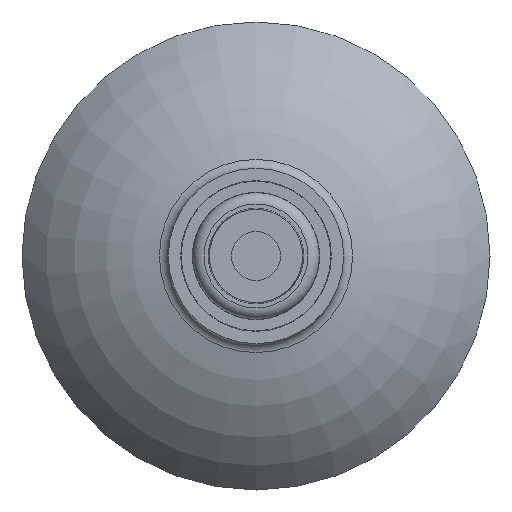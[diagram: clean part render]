
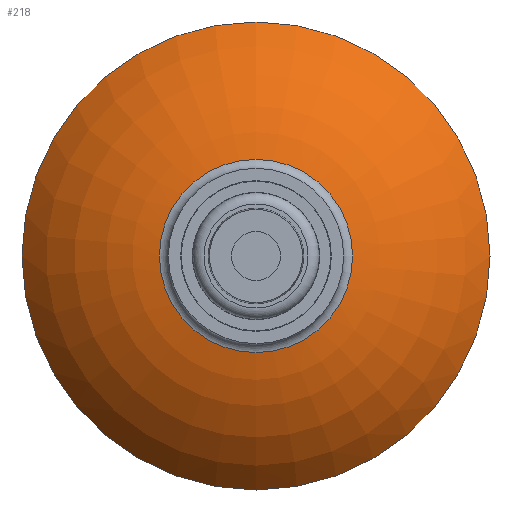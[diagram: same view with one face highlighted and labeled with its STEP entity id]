
A CAD part, front view. The second image highlights one B-rep face of the part: STEP entity #218.
In plain terms, the highlighted toroidal (fillet/blend) face has major radius 47 mm and minor radius 206.056 mm.
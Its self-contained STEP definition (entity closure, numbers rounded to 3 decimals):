
#84 = CIRCLE ( 'NONE', #2471, 86.715 ) ;
#218 = ADVANCED_FACE ( 'NONE', ( #2644, #1705 ), #865, .T. ) ;
#804 = EDGE_CURVE ( 'NONE', #2350, #2350, #3360, .T. ) ;
#865 = TOROIDAL_SURFACE ( 'NONE', #1790, 47., 206.056 ) ;
#1184 = DIRECTION ( 'NONE',  ( 0., 0., 1. ) ) ;
#1277 = EDGE_LOOP ( 'NONE', ( #3121 ) ) ;
#1294 = AXIS2_PLACEMENT_3D ( 'NONE', #3398, #3134, #1689 ) ;
#1450 = CARTESIAN_POINT ( 'NONE',  ( 0., 206.056, 0. ) ) ;
#1689 = DIRECTION ( 'NONE',  ( 0., 0., -1. ) ) ;
#1705 = FACE_OUTER_BOUND ( 'NONE', #1277, .T. ) ;
#1790 = AXIS2_PLACEMENT_3D ( 'NONE', #1450, #2924, #2281 ) ;
#2066 = CARTESIAN_POINT ( 'NONE',  ( 0., 80., -210. ) ) ;
#2129 = DIRECTION ( 'NONE',  ( 0., 1., 0. ) ) ;
#2281 = DIRECTION ( 'NONE',  ( 0., 0., -1. ) ) ;
#2350 = VERTEX_POINT ( 'NONE', #2066 ) ;
#2429 = CARTESIAN_POINT ( 'NONE',  ( 0., 3.864, 0. ) ) ;
#2471 = AXIS2_PLACEMENT_3D ( 'NONE', #2429, #2129, #1184 ) ;
#2480 = VERTEX_POINT ( 'NONE', #3344 ) ;
#2630 = EDGE_LOOP ( 'NONE', ( #3078 ) ) ;
#2644 = FACE_OUTER_BOUND ( 'NONE', #2630, .T. ) ;
#2924 = DIRECTION ( 'NONE',  ( 0., -1., 0. ) ) ;
#3078 = ORIENTED_EDGE ( 'NONE', *, *, #3569, .T. ) ;
#3121 = ORIENTED_EDGE ( 'NONE', *, *, #804, .T. ) ;
#3134 = DIRECTION ( 'NONE',  ( 0., -1., 0. ) ) ;
#3344 = CARTESIAN_POINT ( 'NONE',  ( 0., 3.864, 86.715 ) ) ;
#3360 = CIRCLE ( 'NONE', #1294, 210. ) ;
#3398 = CARTESIAN_POINT ( 'NONE',  ( 0., 80., 0. ) ) ;
#3569 = EDGE_CURVE ( 'NONE', #2480, #2480, #84, .T. ) ;
